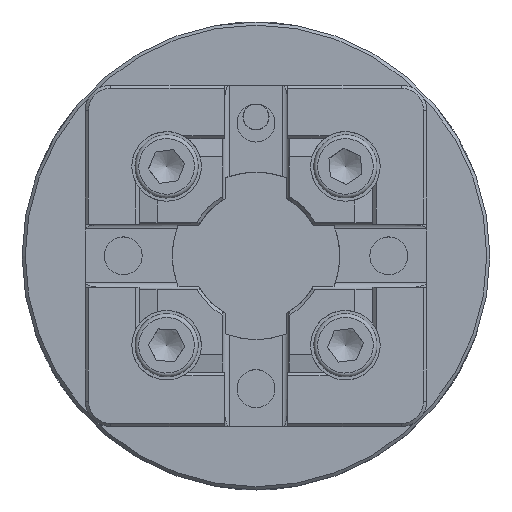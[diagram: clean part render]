
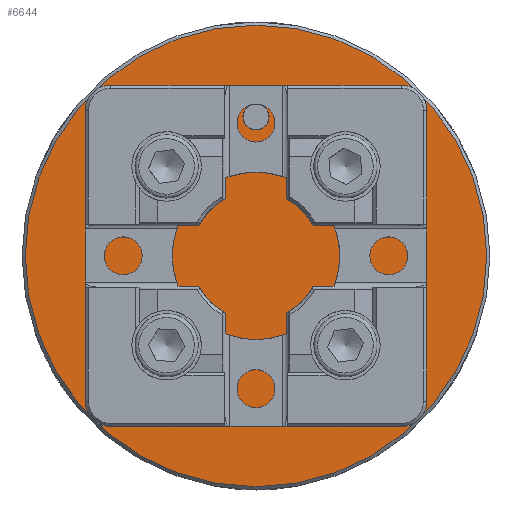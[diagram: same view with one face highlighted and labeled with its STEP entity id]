
A CAD part, top view. The second image highlights one B-rep face of the part: STEP entity #6644.
In plain terms, the highlighted planar face has unit normal (0, 0, 1).
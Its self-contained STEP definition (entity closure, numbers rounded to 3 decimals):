
#191=FACE_BOUND('',#1180,.T.);
#192=FACE_BOUND('',#1181,.T.);
#193=FACE_BOUND('',#1182,.T.);
#194=FACE_BOUND('',#1183,.T.);
#195=FACE_BOUND('',#1184,.T.);
#196=FACE_BOUND('',#1185,.T.);
#197=FACE_BOUND('',#1186,.T.);
#198=FACE_BOUND('',#1187,.T.);
#1180=EDGE_LOOP('',(#5886));
#1181=EDGE_LOOP('',(#5887));
#1182=EDGE_LOOP('',(#5888));
#1183=EDGE_LOOP('',(#5889));
#1184=EDGE_LOOP('',(#5890));
#1185=EDGE_LOOP('',(#5891));
#1186=EDGE_LOOP('',(#5892));
#1187=EDGE_LOOP('',(#5893));
#1490=CIRCLE('',#7200,36.5);
#1491=CIRCLE('',#7202,2.067);
#1492=CIRCLE('',#7203,2.067);
#1493=CIRCLE('',#7204,2.067);
#1494=CIRCLE('',#7205,2.459);
#1495=CIRCLE('',#7206,2.459);
#1496=CIRCLE('',#7207,2.459);
#1497=CIRCLE('',#7208,2.459);
#3283=VERTEX_POINT('',#11467);
#3284=VERTEX_POINT('',#11470);
#3285=VERTEX_POINT('',#11472);
#3286=VERTEX_POINT('',#11474);
#3287=VERTEX_POINT('',#11476);
#3288=VERTEX_POINT('',#11478);
#3289=VERTEX_POINT('',#11480);
#3290=VERTEX_POINT('',#11482);
#4177=EDGE_CURVE('',#3283,#3283,#1490,.T.);
#4178=EDGE_CURVE('',#3284,#3284,#1491,.T.);
#4179=EDGE_CURVE('',#3285,#3285,#1492,.T.);
#4180=EDGE_CURVE('',#3286,#3286,#1493,.T.);
#4181=EDGE_CURVE('',#3287,#3287,#1494,.T.);
#4182=EDGE_CURVE('',#3288,#3288,#1495,.T.);
#4183=EDGE_CURVE('',#3289,#3289,#1496,.T.);
#4184=EDGE_CURVE('',#3290,#3290,#1497,.T.);
#5886=ORIENTED_EDGE('',*,*,#4178,.T.);
#5887=ORIENTED_EDGE('',*,*,#4179,.T.);
#5888=ORIENTED_EDGE('',*,*,#4180,.T.);
#5889=ORIENTED_EDGE('',*,*,#4181,.T.);
#5890=ORIENTED_EDGE('',*,*,#4182,.T.);
#5891=ORIENTED_EDGE('',*,*,#4183,.T.);
#5892=ORIENTED_EDGE('',*,*,#4184,.T.);
#5893=ORIENTED_EDGE('',*,*,#4177,.F.);
#6315=PLANE('',#7201);
#6644=ADVANCED_FACE('',(#191,#192,#193,#194,#195,#196,#197,#198),#6315,
 .T.);
#7200=AXIS2_PLACEMENT_3D('',#11468,#8868,#8869);
#7201=AXIS2_PLACEMENT_3D('',#11469,#8870,#8871);
#7202=AXIS2_PLACEMENT_3D('',#11471,#8872,#8873);
#7203=AXIS2_PLACEMENT_3D('',#11473,#8874,#8875);
#7204=AXIS2_PLACEMENT_3D('',#11475,#8876,#8877);
#7205=AXIS2_PLACEMENT_3D('',#11477,#8878,#8879);
#7206=AXIS2_PLACEMENT_3D('',#11479,#8880,#8881);
#7207=AXIS2_PLACEMENT_3D('',#11481,#8882,#8883);
#7208=AXIS2_PLACEMENT_3D('',#11483,#8884,#8885);
#8868=DIRECTION('center_axis',(0.,0.,-1.));
#8869=DIRECTION('ref_axis',(-1.,0.,0.));
#8870=DIRECTION('center_axis',(0.,0.,1.));
#8871=DIRECTION('ref_axis',(1.,0.,0.));
#8872=DIRECTION('center_axis',(0.,0.,-1.));
#8873=DIRECTION('ref_axis',(1.,0.,0.));
#8874=DIRECTION('center_axis',(0.,0.,-1.));
#8875=DIRECTION('ref_axis',(-0.5,0.866,0.));
#8876=DIRECTION('center_axis',(0.,0.,-1.));
#8877=DIRECTION('ref_axis',(-0.5,-0.866,0.));
#8878=DIRECTION('center_axis',(0.,0.,-1.));
#8879=DIRECTION('ref_axis',(1.,0.,0.));
#8880=DIRECTION('center_axis',(0.,0.,-1.));
#8881=DIRECTION('ref_axis',(0.,1.,0.));
#8882=DIRECTION('center_axis',(0.,0.,-1.));
#8883=DIRECTION('ref_axis',(-1.,0.,0.));
#8884=DIRECTION('center_axis',(0.,0.,-1.));
#8885=DIRECTION('ref_axis',(0.,-1.,0.));
#11467=CARTESIAN_POINT('',(31.434,0.724,12.));
#11468=CARTESIAN_POINT('Origin',(-5.066,0.724,12.));
#11469=CARTESIAN_POINT('Origin',(-5.066,0.724,12.));
#11470=CARTESIAN_POINT('',(-2.999,22.724,12.));
#11471=CARTESIAN_POINT('Origin',(-5.066,22.724,12.));
#11472=CARTESIAN_POINT('',(-25.152,-8.486,12.));
#11473=CARTESIAN_POINT('Origin',(-24.119,-10.276,12.));
#11474=CARTESIAN_POINT('',(12.953,-12.066,12.));
#11475=CARTESIAN_POINT('Origin',(13.986,-10.276,12.));
#11476=CARTESIAN_POINT('',(-16.75,14.866,12.));
#11477=CARTESIAN_POINT('Origin',(-19.208,14.866,12.));
#11478=CARTESIAN_POINT('',(-19.208,-10.96,12.));
#11479=CARTESIAN_POINT('Origin',(-19.208,-13.418,12.));
#11480=CARTESIAN_POINT('',(6.618,-13.418,12.));
#11481=CARTESIAN_POINT('Origin',(9.076,-13.418,12.));
#11482=CARTESIAN_POINT('',(9.076,12.407,12.));
#11483=CARTESIAN_POINT('Origin',(9.076,14.866,12.));
